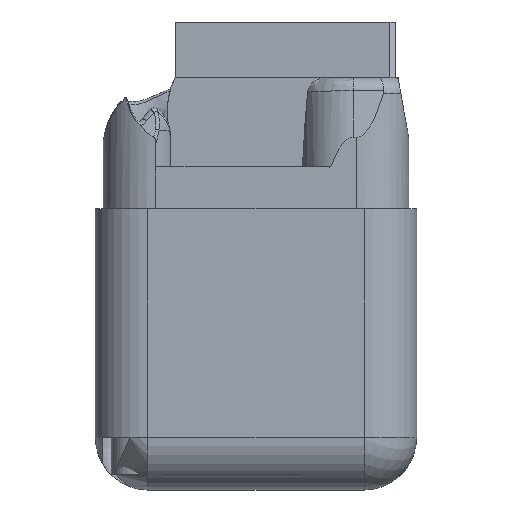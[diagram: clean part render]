
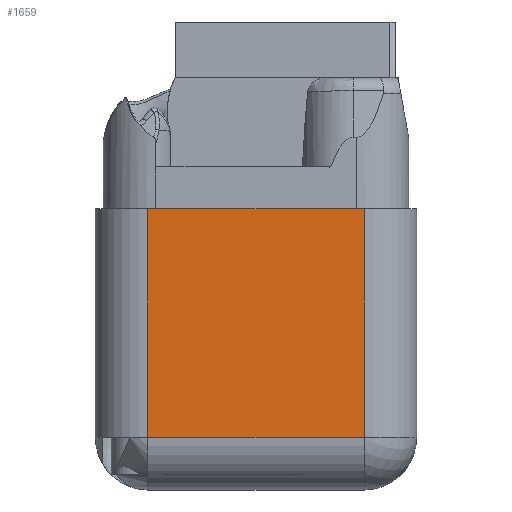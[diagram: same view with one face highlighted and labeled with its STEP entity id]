
A CAD part, top view. The second image highlights one B-rep face of the part: STEP entity #1659.
In plain terms, the highlighted planar face has unit normal (0, 0, 1).
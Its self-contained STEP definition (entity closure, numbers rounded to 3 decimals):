
#47=PLANE('',#1855);
#188=FACE_OUTER_BOUND('',#285,.T.);
#285=EDGE_LOOP('',(#1394,#1395,#1396,#1397));
#483=LINE('',#4076,#580);
#491=LINE('',#4110,#588);
#499=LINE('',#4133,#596);
#504=LINE('',#4142,#601);
#580=VECTOR('',#2148,10.);
#588=VECTOR('',#2194,10.);
#596=VECTOR('',#2220,10.);
#601=VECTOR('',#2231,10.);
#732=VERTEX_POINT('',#4073);
#733=VERTEX_POINT('',#4075);
#740=VERTEX_POINT('',#4108);
#746=VERTEX_POINT('',#4131);
#938=EDGE_CURVE('',#732,#733,#483,.T.);
#957=EDGE_CURVE('',#740,#732,#491,.T.);
#968=EDGE_CURVE('',#740,#746,#499,.T.);
#974=EDGE_CURVE('',#733,#746,#504,.T.);
#1394=ORIENTED_EDGE('',*,*,#938,.F.);
#1395=ORIENTED_EDGE('',*,*,#957,.F.);
#1396=ORIENTED_EDGE('',*,*,#968,.T.);
#1397=ORIENTED_EDGE('',*,*,#974,.F.);
#1659=ADVANCED_FACE('',(#188),#47,.T.);
#1855=AXIS2_PLACEMENT_3D('',#4143,#2232,#2233);
#2148=DIRECTION('',(-1.,0.,0.));
#2194=DIRECTION('',(0.,-1.,0.));
#2220=DIRECTION('',(-1.,0.,0.));
#2231=DIRECTION('',(0.,1.,0.));
#2232=DIRECTION('center_axis',(0.,0.,1.));
#2233=DIRECTION('ref_axis',(1.,0.,0.));
#4073=CARTESIAN_POINT('',(-4.9,7.,9.8));
#4075=CARTESIAN_POINT('',(-46.22,7.,9.8));
#4076=CARTESIAN_POINT('',(-40.89,7.,9.8));
#4108=CARTESIAN_POINT('',(-4.9,50.631,9.8));
#4110=CARTESIAN_POINT('',(-4.9,0.,9.8));
#4131=CARTESIAN_POINT('',(-46.22,50.631,9.8));
#4133=CARTESIAN_POINT('',(-40.89,50.631,9.8));
#4142=CARTESIAN_POINT('',(-46.22,0.,9.8));
#4143=CARTESIAN_POINT('Origin',(-56.22,0.,9.8));
